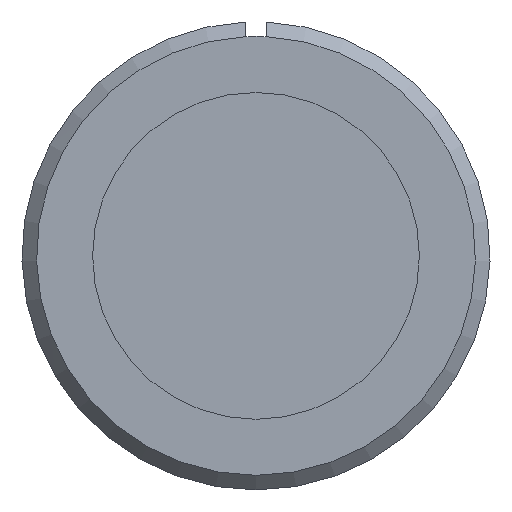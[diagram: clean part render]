
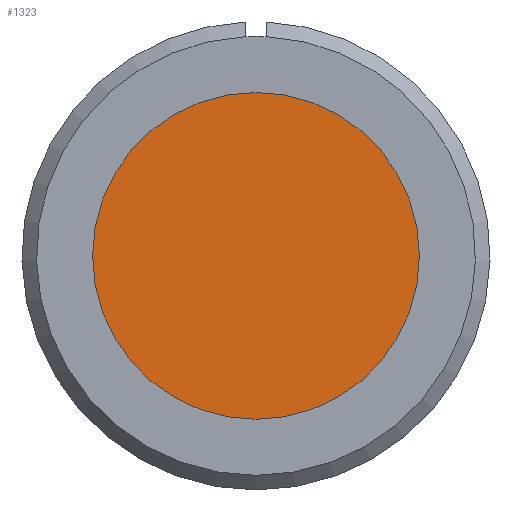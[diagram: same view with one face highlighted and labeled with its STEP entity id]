
A CAD part, front view. The second image highlights one B-rep face of the part: STEP entity #1323.
In plain terms, the highlighted planar face has unit normal (0, -1, 0).
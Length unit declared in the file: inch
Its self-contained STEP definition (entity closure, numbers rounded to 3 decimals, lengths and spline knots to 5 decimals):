
#6 = VERTEX_POINT ( 'NONE', #17 ) ;
#17 = CARTESIAN_POINT ( 'NONE',  ( 0., -1.03336, 2.37851 ) ) ;
#96 = CARTESIAN_POINT ( 'NONE',  ( 0., -1.03336, 1.26149 ) ) ;
#152 = FACE_OUTER_BOUND ( 'NONE', #856, .T. ) ;
#313 = DIRECTION ( 'NONE',  ( 0., 0., -1. ) ) ;
#358 = DIRECTION ( 'NONE',  ( 0., -1., 0. ) ) ;
#546 = AXIS2_PLACEMENT_3D ( 'NONE', #1363, #752, #1481 ) ;
#730 = DIRECTION ( 'NONE',  ( 0., 0., -1. ) ) ;
#736 = ORIENTED_EDGE ( 'NONE', *, *, #1399, .T. ) ;
#750 = CIRCLE ( 'NONE', #1227, 0.55851 ) ;
#752 = DIRECTION ( 'NONE',  ( 0., -1., 0. ) ) ;
#856 = EDGE_LOOP ( 'NONE', ( #1277, #736 ) ) ;
#993 = PLANE ( 'NONE',  #546 ) ;
#1081 = CARTESIAN_POINT ( 'NONE',  ( 0., -1.03336, 1.82 ) ) ;
#1158 = CARTESIAN_POINT ( 'NONE',  ( 0., -1.03336, 1.82 ) ) ;
#1174 = DIRECTION ( 'NONE',  ( 0., -1., 0. ) ) ;
#1183 = AXIS2_PLACEMENT_3D ( 'NONE', #1081, #358, #730 ) ;
#1184 = EDGE_CURVE ( 'NONE', #1497, #6, #1206, .T. ) ;
#1206 = CIRCLE ( 'NONE', #1183, 0.55851 ) ;
#1227 = AXIS2_PLACEMENT_3D ( 'NONE', #1158, #1174, #313 ) ;
#1277 = ORIENTED_EDGE ( 'NONE', *, *, #1184, .T. ) ;
#1323 = ADVANCED_FACE ( 'NONE', ( #152 ), #993, .T. ) ;
#1363 = CARTESIAN_POINT ( 'NONE',  ( 0., -1.03336, 1.82 ) ) ;
#1399 = EDGE_CURVE ( 'NONE', #6, #1497, #750, .T. ) ;
#1481 = DIRECTION ( 'NONE',  ( 0., 0., -1. ) ) ;
#1497 = VERTEX_POINT ( 'NONE', #96 ) ;
